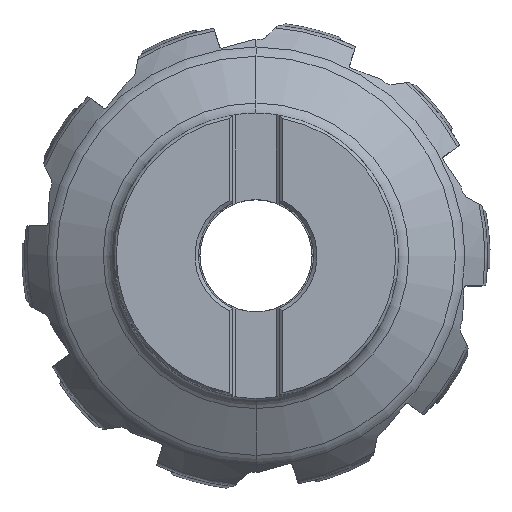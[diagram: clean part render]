
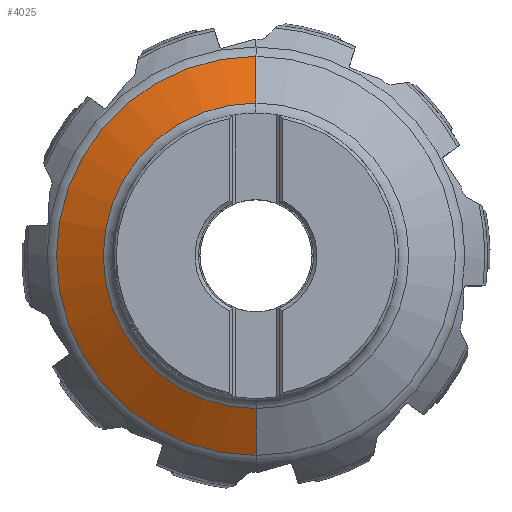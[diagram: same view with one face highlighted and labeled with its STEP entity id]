
A CAD part, top view. The second image highlights one B-rep face of the part: STEP entity #4025.
In plain terms, the highlighted conical face has half-angle 60 degrees and reference radius 59.829 mm.
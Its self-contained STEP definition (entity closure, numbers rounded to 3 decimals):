
#1585=LINE('',#38237,#2657);
#1586=LINE('',#38241,#2658);
#2657=VECTOR('',#27305,1.);
#2658=VECTOR('',#27308,1.);
#4025=ADVANCED_FACE('',(#5393),#5079,.T.);
#5079=CONICAL_SURFACE('',#23985,59.829,60.);
#5393=FACE_OUTER_BOUND('',#6657,.T.);
#6657=EDGE_LOOP('',(#10546,#10547,#10548,#10549,#10550));
#10546=ORIENTED_EDGE('',*,*,#19436,.T.);
#10547=ORIENTED_EDGE('',*,*,#19437,.T.);
#10548=ORIENTED_EDGE('',*,*,#19438,.F.);
#10549=ORIENTED_EDGE('',*,*,#19435,.T.);
#10550=ORIENTED_EDGE('',*,*,#19434,.T.);
#16837=VERTEX_POINT('',#38226);
#16839=VERTEX_POINT('',#38230);
#16840=VERTEX_POINT('',#38234);
#16841=VERTEX_POINT('',#38238);
#16842=VERTEX_POINT('',#38240);
#19434=EDGE_CURVE('',#16840,#16839,#22342,.T.);
#19435=EDGE_CURVE('',#16837,#16840,#22343,.T.);
#19436=EDGE_CURVE('',#16839,#16841,#1585,.T.);
#19437=EDGE_CURVE('',#16841,#16842,#22344,.T.);
#19438=EDGE_CURVE('',#16837,#16842,#1586,.T.);
#22342=CIRCLE('',#23981,67.767);
#22343=CIRCLE('',#23982,67.767);
#22344=CIRCLE('',#23984,51.891);
#23981=AXIS2_PLACEMENT_3D('',#38233,#27299,#27300);
#23982=AXIS2_PLACEMENT_3D('',#38235,#27301,#27302);
#23984=AXIS2_PLACEMENT_3D('',#38239,#27306,#27307);
#23985=AXIS2_PLACEMENT_3D('',#38242,#27309,#27310);
#27299=DIRECTION('',(0.,0.,1.));
#27300=DIRECTION('',(0.,1.,0.));
#27301=DIRECTION('',(0.,0.,1.));
#27302=DIRECTION('',(0.,1.,0.));
#27305=DIRECTION('',(0.,0.866,0.5));
#27306=DIRECTION('',(0.,0.,-1.));
#27307=DIRECTION('',(0.,-1.,0.));
#27308=DIRECTION('',(0.,-0.866,0.5));
#27309=DIRECTION('',(0.,0.,-1.));
#27310=DIRECTION('',(0.,-1.,0.));
#38226=CARTESIAN_POINT('',(0.,67.767,-33.592));
#38230=CARTESIAN_POINT('',(0.,-67.767,-33.592));
#38233=CARTESIAN_POINT('',(0.,0.,-33.592));
#38234=CARTESIAN_POINT('',(-0.015,67.767,-33.592));
#38235=CARTESIAN_POINT('',(0.,0.,-33.592));
#38237=CARTESIAN_POINT('',(0.,-67.767,-33.592));
#38238=CARTESIAN_POINT('',(0.,-51.891,-24.426));
#38239=CARTESIAN_POINT('',(0.,0.,-24.426));
#38240=CARTESIAN_POINT('',(0.,51.891,-24.426));
#38241=CARTESIAN_POINT('',(0.,67.767,-33.592));
#38242=CARTESIAN_POINT('',(0.,0.,-29.009));
